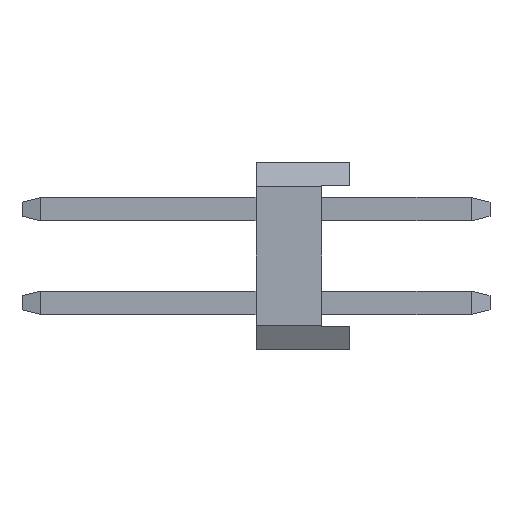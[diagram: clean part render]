
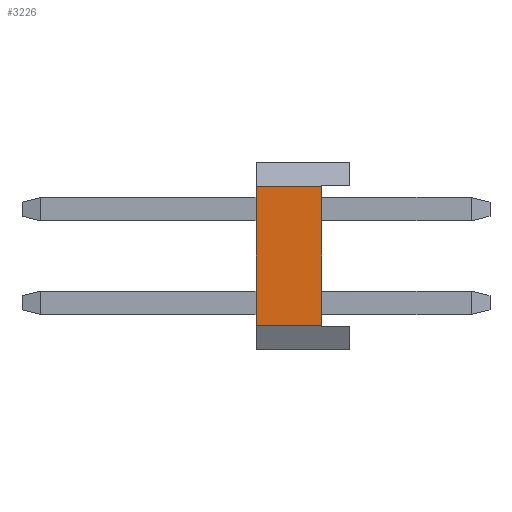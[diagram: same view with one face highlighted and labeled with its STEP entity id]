
A CAD part, left-side view. The second image highlights one B-rep face of the part: STEP entity #3226.
In plain terms, the highlighted planar face has unit normal (-1, 0, 0).
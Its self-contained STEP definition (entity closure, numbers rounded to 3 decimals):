
#505=DIRECTION('',(0.,0.,1.));
#506=VECTOR('',#505,2.961);
#507=CARTESIAN_POINT('',(-4.,2.,-1.48));
#508=LINE('',#507,#506);
#749=DIRECTION('',(0.,1.,0.));
#750=VECTOR('',#749,1.4);
#751=CARTESIAN_POINT('',(-4.,0.6,-1.48));
#752=LINE('',#751,#750);
#753=DIRECTION('',(0.,1.,0.));
#754=VECTOR('',#753,1.4);
#755=CARTESIAN_POINT('',(-4.,0.6,1.48));
#756=LINE('',#755,#754);
#757=DIRECTION('',(0.,0.,1.));
#758=VECTOR('',#757,2.961);
#759=CARTESIAN_POINT('',(-4.,0.6,-1.48));
#760=LINE('',#759,#758);
#2129=CARTESIAN_POINT('',(-4.,2.,-1.48));
#2131=VERTEX_POINT('',#2129);
#2134=CARTESIAN_POINT('',(-4.,2.,1.48));
#2136=VERTEX_POINT('',#2134);
#2137=CARTESIAN_POINT('',(-4.,0.6,-1.48));
#2138=VERTEX_POINT('',#2137);
#2139=CARTESIAN_POINT('',(-4.,0.6,1.48));
#2140=VERTEX_POINT('',#2139);
#3215=CARTESIAN_POINT('',(-4.,0.,-2.));
#3216=DIRECTION('',(-1.,0.,0.));
#3217=DIRECTION('',(0.,0.,1.));
#3218=AXIS2_PLACEMENT_3D('',#3215,#3216,#3217);
#3219=PLANE('',#3218);
#3220=ORIENTED_EDGE('',*,*,#2762,.T.);
#3221=ORIENTED_EDGE('',*,*,#2817,.T.);
#3222=ORIENTED_EDGE('',*,*,#3208,.F.);
#3223=ORIENTED_EDGE('',*,*,#2626,.F.);
#3224=EDGE_LOOP('',(#3220,#3221,#3222,#3223));
#3225=FACE_OUTER_BOUND('',#3224,.F.);
#2626=EDGE_CURVE('',#2138,#2140,#760,.T.);
#2762=EDGE_CURVE('',#2138,#2131,#752,.T.);
#2817=EDGE_CURVE('',#2131,#2136,#508,.T.);
#3208=EDGE_CURVE('',#2140,#2136,#756,.T.);
#3226=ADVANCED_FACE('',(#3225),#3219,.T.);
